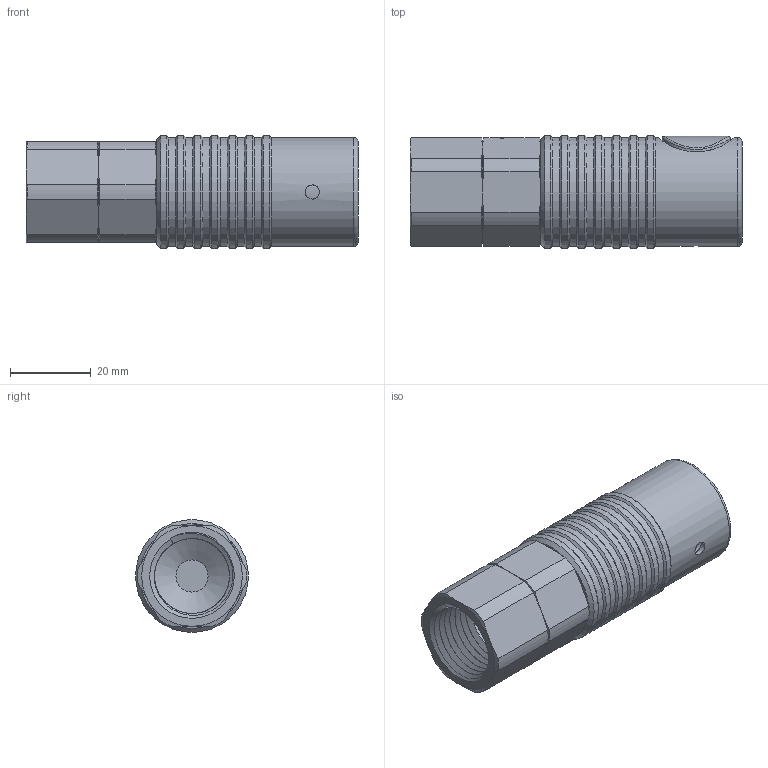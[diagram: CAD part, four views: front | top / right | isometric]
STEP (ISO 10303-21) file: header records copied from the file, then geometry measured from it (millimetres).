
FILE_DESCRIPTION(/* description */ (''),/* implementation_level */ '2;1');
FILE_NAME(/* name */ '84KPIW21APX.stp',/* time_stamp */ '2020-02-21T08:57:51+01:00',/* author */ ('IA176480'),/* organization */ (''),/* preprocessor_version */ 'ST-DEVELOPER v17',/* originating_system */ 'Autodesk Inventor 2019',/* authorisation */ '');
FILE_SCHEMA (('CONFIG_CONTROL_DESIGN'));
Length unit declared in the file: millimetre
Products named in the file (1): 84KPIW21APX
Bounding box: 82.4 x 28 x 28 mm (x, y, z)
Volume: 51878 mm3; surface area: 31932 mm2
Topology: 33 solids, 33 shells, 344 faces, 917 edges, 617 vertices
Faces by surface type: cylinder 122, plane 114, cone 64, sphere 17, bspline 14, torus 13
Full cylindrical faces by diameter (mm): 3.5 x2, 4 x15, 7.2 x2, 7.9 x1, 8 x1, 10.5 x1, 11.2 x1, 11.6 x2, 13.9 x4, 14 x3, 14.1 x2, 15.5 x2, 16.7 x1, 16.75 x1, 17 x1, 17.1 x1, 17.3 x2, 18 x1, 18.5 x1, 18.6 x6, 19 x1, 19.7 x2, 20 x1, 21.575 x1, 23 x2, 23.3 x1, 23.33 x1, 23.5 x8, 25 x3, 27 x7
Entity records: 24182 total; most frequent: CARTESIAN_POINT 15763, ORIENTED_EDGE 1764, DIRECTION 1735, EDGE_CURVE 882, AXIS2_PLACEMENT_3D 727, VERTEX_POINT 617, CIRCLE 391, EDGE_LOOP 389
